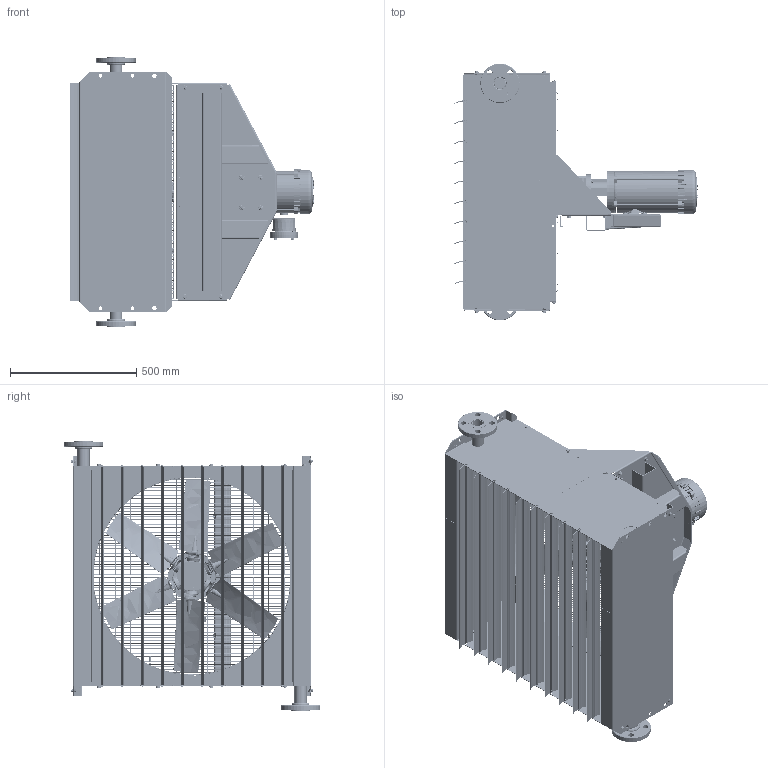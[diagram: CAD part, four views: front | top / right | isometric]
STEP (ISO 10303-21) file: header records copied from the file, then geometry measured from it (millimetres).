
FILE_DESCRIPTION (( 'STEP AP214' ), '1' );
FILE_NAME ('HHP2-30-GA-Class 3000 4 bolt flange .step', '2018-02-13T20:57:39', ( 'jose' ), ( 'Microsoft' ), 'SwSTEP 2.0', 'SolidWorks 2018', '' );
FILE_SCHEMA (( 'AUTOMOTIVE_DESIGN' ));
Length unit declared in the file: inch
Products named in the file (1): HHP2-30-GA-Class 3000 4 bolt flange 
Bounding box: 964.2 x 1014.98 x 1066.8 mm (x, y, z)
Surface area: 9748549.4 mm2 (no closed solid volume)
Topology: 0 solids, 752 shells, 4053 faces, 14031 edges, 10148 vertices
Faces by surface type: cylinder 1602, plane 1151, torus 611, cone 513, bspline 170, sphere 6
Entity records: 236519 total; most frequent: CARTESIAN_POINT 66392, DIRECTION 25505, ORIENTED_EDGE 20538, EDGE_CURVE 14031, AXIS2_PLACEMENT_3D 10262, VERTEX_POINT 10148, CIRCLE 6378, VECTOR 4981
